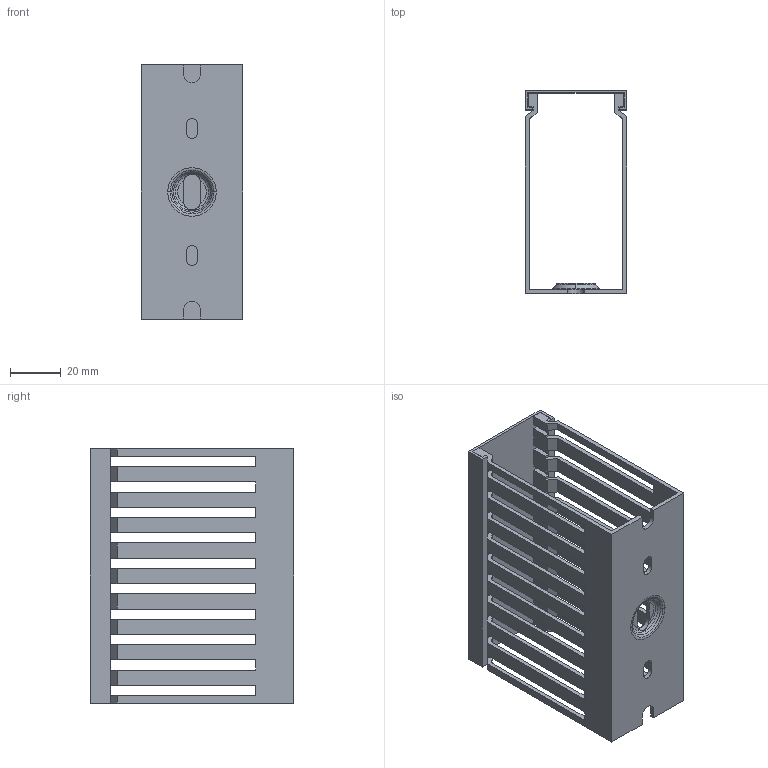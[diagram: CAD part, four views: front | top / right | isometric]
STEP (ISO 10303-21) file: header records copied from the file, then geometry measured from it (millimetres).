
FILE_DESCRIPTION((''),'2;1');
FILE_NAME('B40X80_ASM','2021-03-30T',('marketing.praksa'),('Audax d.o.o.'),'CREO PARAMETRIC BY PTC INC, 2017480','CREO PARAMETRIC BY PTC INC, 2017480','');
FILE_SCHEMA(('AUTOMOTIVE_DESIGN { 1 0 10303 214 1 1 1 1 }'));
Products named in the file (4): PRT0163; B40X80__THIN-170916; 42; B40X80_ASM
Assembly tree (3 placements, depth 2):
  B40X80_ASM
    PRT0163
    B40X80__THIN-170916
    42
Bounding box: 40 x 80 x 100 mm (x, y, z)
Volume: 32702.8 mm3; surface area: 47914.7 mm2
Topology: 5 solids, 5 shells, 455 faces, 1289 edges, 847 vertices
Faces by surface type: plane 389, cylinder 46, torus 16, cone 4
Entity records: 22224 total; most frequent: CARTESIAN_POINT 3120, ORIENTED_EDGE 2578, DIRECTION 2176, PRESENTATION_STYLE_ASSIGNMENT 1749, STYLED_ITEM 1749, CURVE_STYLE 1289, EDGE_CURVE 1289, VECTOR 1002
